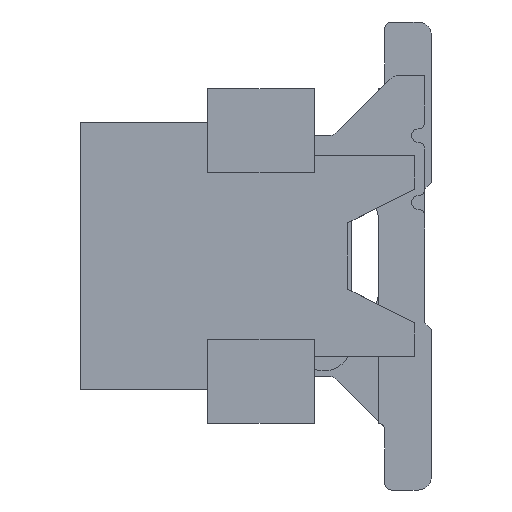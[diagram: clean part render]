
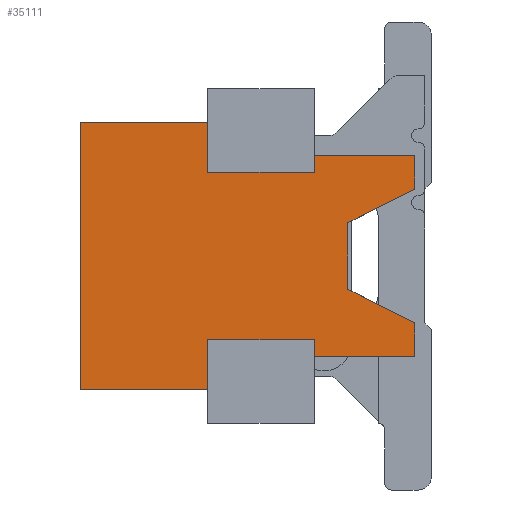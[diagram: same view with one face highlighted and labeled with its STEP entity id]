
A CAD part, left-side view. The second image highlights one B-rep face of the part: STEP entity #35111.
In plain terms, the highlighted planar face has unit normal (-1, 0, 0).
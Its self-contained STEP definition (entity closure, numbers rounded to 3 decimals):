
#478=DIRECTION('',(0.,0.,-1.));
#479=VECTOR('',#478,0.75);
#480=CARTESIAN_POINT('',(-7.85,3.35,2.));
#481=LINE('',#480,#479);
#520=DIRECTION('',(0.,0.,-1.));
#521=VECTOR('',#520,0.75);
#522=CARTESIAN_POINT('',(-7.85,3.35,-1.25));
#523=LINE('',#522,#521);
#772=DIRECTION('',(0.,-1.,0.));
#773=VECTOR('',#772,1.9);
#774=CARTESIAN_POINT('',(-7.85,5.25,-2.));
#775=LINE('',#774,#773);
#989=DIRECTION('',(0.,-1.,0.));
#990=VECTOR('',#989,1.6);
#991=CARTESIAN_POINT('',(-7.85,3.35,1.25));
#992=LINE('',#991,#990);
#996=DIRECTION('',(0.,1.,0.));
#997=VECTOR('',#996,1.5);
#998=CARTESIAN_POINT('',(-7.85,0.25,1.5));
#999=LINE('',#998,#997);
#1003=DIRECTION('',(0.,0.,1.));
#1004=VECTOR('',#1003,0.5);
#1005=CARTESIAN_POINT('',(-7.85,0.25,1.));
#1006=LINE('',#1005,#1004);
#1010=DIRECTION('',(0.,0.894,-0.447));
#1011=VECTOR('',#1010,1.118);
#1012=CARTESIAN_POINT('',(-7.85,0.25,1.));
#1013=LINE('',#1012,#1011);
#1017=DIRECTION('',(0.,0.,-1.));
#1018=VECTOR('',#1017,1.);
#1019=CARTESIAN_POINT('',(-7.85,1.25,0.5));
#1020=LINE('',#1019,#1018);
#1024=DIRECTION('',(0.,-0.894,-0.447));
#1025=VECTOR('',#1024,1.118);
#1026=CARTESIAN_POINT('',(-7.85,1.25,-0.5));
#1027=LINE('',#1026,#1025);
#1031=DIRECTION('',(0.,0.,1.));
#1032=VECTOR('',#1031,0.5);
#1033=CARTESIAN_POINT('',(-7.85,0.25,-1.5));
#1034=LINE('',#1033,#1032);
#1038=DIRECTION('',(0.,-1.,0.));
#1039=VECTOR('',#1038,1.5);
#1040=CARTESIAN_POINT('',(-7.85,1.75,-1.5));
#1041=LINE('',#1040,#1039);
#1045=DIRECTION('',(0.,-1.,0.));
#1046=VECTOR('',#1045,1.9);
#1047=CARTESIAN_POINT('',(-7.85,5.25,2.));
#1048=LINE('',#1047,#1046);
#2123=DIRECTION('',(0.,0.,1.));
#2124=VECTOR('',#2123,0.25);
#2125=CARTESIAN_POINT('',(-7.85,1.75,-1.5));
#2126=LINE('',#2125,#2124);
#2144=DIRECTION('',(0.,0.,1.));
#2145=VECTOR('',#2144,0.25);
#2146=CARTESIAN_POINT('',(-7.85,1.75,1.25));
#2147=LINE('',#2146,#2145);
#5494=DIRECTION('',(0.,0.,-1.));
#5495=VECTOR('',#5494,4.);
#5496=CARTESIAN_POINT('',(-7.85,5.25,2.));
#5497=LINE('',#5496,#5495);
#28516=DIRECTION('',(0.,-1.,0.));
#28517=VECTOR('',#28516,1.6);
#28518=CARTESIAN_POINT('',(-7.85,3.35,-1.25));
#28519=LINE('',#28518,#28517);
#28700=CARTESIAN_POINT('',(-7.85,5.25,-2.));
#28701=CARTESIAN_POINT('',(-7.85,3.35,-2.));
#28702=VERTEX_POINT('',#28700);
#28703=VERTEX_POINT('',#28701);
#28708=CARTESIAN_POINT('',(-7.85,5.25,2.));
#28709=CARTESIAN_POINT('',(-7.85,3.35,2.));
#28710=VERTEX_POINT('',#28708);
#28711=VERTEX_POINT('',#28709);
#28720=CARTESIAN_POINT('',(-7.85,0.25,1.5));
#28721=CARTESIAN_POINT('',(-7.85,1.75,1.5));
#28722=VERTEX_POINT('',#28720);
#28723=VERTEX_POINT('',#28721);
#28724=CARTESIAN_POINT('',(-7.85,1.75,-1.5));
#28725=CARTESIAN_POINT('',(-7.85,0.25,-1.5));
#28726=VERTEX_POINT('',#28724);
#28727=VERTEX_POINT('',#28725);
#28732=CARTESIAN_POINT('',(-7.85,0.25,1.));
#28733=CARTESIAN_POINT('',(-7.85,1.25,0.5));
#28734=VERTEX_POINT('',#28732);
#28735=VERTEX_POINT('',#28733);
#28736=CARTESIAN_POINT('',(-7.85,1.25,-0.5));
#28737=VERTEX_POINT('',#28736);
#28738=CARTESIAN_POINT('',(-7.85,0.25,-1.));
#28739=VERTEX_POINT('',#28738);
#29572=CARTESIAN_POINT('',(-7.85,1.75,1.25));
#29573=VERTEX_POINT('',#29572);
#29574=CARTESIAN_POINT('',(-7.85,1.75,-1.25));
#29575=VERTEX_POINT('',#29574);
#29576=CARTESIAN_POINT('',(-7.85,3.35,1.25));
#29577=VERTEX_POINT('',#29576);
#29578=CARTESIAN_POINT('',(-7.85,3.35,-1.25));
#29579=VERTEX_POINT('',#29578);
#35076=CARTESIAN_POINT('',(-7.85,5.25,2.));
#35077=DIRECTION('',(1.,0.,0.));
#35078=DIRECTION('',(0.,0.,-1.));
#35079=AXIS2_PLACEMENT_3D('',#35076,#35077,#35078);
#35080=PLANE('',#35079);
#35082=ORIENTED_EDGE('',*,*,#35081,.T.);
#35084=ORIENTED_EDGE('',*,*,#35083,.T.);
#35086=ORIENTED_EDGE('',*,*,#35085,.F.);
#35088=ORIENTED_EDGE('',*,*,#35087,.F.);
#35090=ORIENTED_EDGE('',*,*,#35089,.T.);
#35092=ORIENTED_EDGE('',*,*,#35091,.T.);
#35094=ORIENTED_EDGE('',*,*,#35093,.T.);
#35096=ORIENTED_EDGE('',*,*,#35095,.F.);
#35098=ORIENTED_EDGE('',*,*,#35097,.F.);
#35100=ORIENTED_EDGE('',*,*,#35099,.T.);
#35102=ORIENTED_EDGE('',*,*,#35101,.F.);
#35103=ORIENTED_EDGE('',*,*,#34310,.T.);
#35104=ORIENTED_EDGE('',*,*,#34513,.F.);
#35106=ORIENTED_EDGE('',*,*,#35105,.F.);
#35107=ORIENTED_EDGE('',*,*,#34637,.T.);
#35108=ORIENTED_EDGE('',*,*,#34271,.T.);
#35109=EDGE_LOOP('',(#35082,#35084,#35086,#35088,#35090,#35092,#35094,#35096,
#35098,#35100,#35102,#35103,#35104,#35106,#35107,#35108));
#35110=FACE_OUTER_BOUND('',#35109,.F.);
#35111=ADVANCED_FACE('',(#35110),#35080,.F.);
#34271=EDGE_CURVE('',#28711,#29577,#481,.T.);
#34310=EDGE_CURVE('',#29579,#28703,#523,.T.);
#34513=EDGE_CURVE('',#28702,#28703,#775,.T.);
#34637=EDGE_CURVE('',#28710,#28711,#1048,.T.);
#35081=EDGE_CURVE('',#29577,#29573,#992,.T.);
#35083=EDGE_CURVE('',#29573,#28723,#2147,.T.);
#35085=EDGE_CURVE('',#28722,#28723,#999,.T.);
#35087=EDGE_CURVE('',#28734,#28722,#1006,.T.);
#35089=EDGE_CURVE('',#28734,#28735,#1013,.T.);
#35091=EDGE_CURVE('',#28735,#28737,#1020,.T.);
#35093=EDGE_CURVE('',#28737,#28739,#1027,.T.);
#35095=EDGE_CURVE('',#28727,#28739,#1034,.T.);
#35097=EDGE_CURVE('',#28726,#28727,#1041,.T.);
#35099=EDGE_CURVE('',#28726,#29575,#2126,.T.);
#35101=EDGE_CURVE('',#29579,#29575,#28519,.T.);
#35105=EDGE_CURVE('',#28710,#28702,#5497,.T.);
